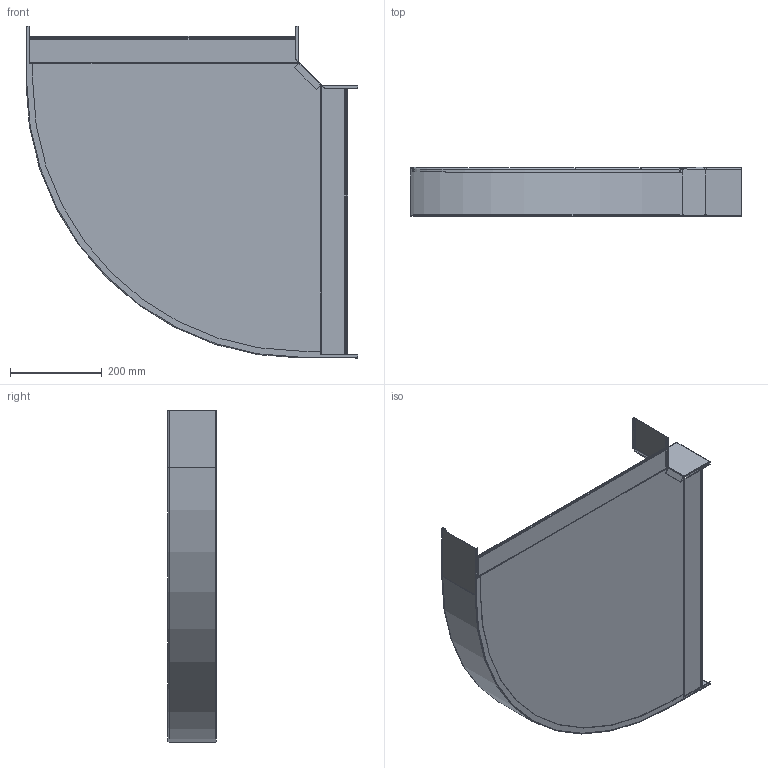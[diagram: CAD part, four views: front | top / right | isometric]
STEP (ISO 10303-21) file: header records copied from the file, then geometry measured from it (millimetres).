
FILE_DESCRIPTION (( 'STEP AP214' ), '1' );
FILE_NAME ('6036842.STEP', '2024-10-21T11:29:52', ( '' ), ( '' ), 'SwSTEP 2.0', 'SolidWorks 2024', '' );
FILE_SCHEMA (( 'AUTOMOTIVE_DESIGN' ));
Length unit declared in the file: millimetre
Products named in the file (4): 167734_600; 6036842; 181511_600; 167655_110x90°
Assembly tree (3 placements, depth 2):
  6036842
    167734_600
    181511_600
    167655_110x90°
Bounding box: 725 x 107 x 725 mm (x, y, z)
Volume: 635234.7 mm3; surface area: 1184902.9 mm2
Topology: 3 solids, 3 shells, 188 faces, 422 edges, 240 vertices
Faces by surface type: plane 114, cylinder 58, bspline 12, torus 4
Entity records: 5513 total; most frequent: CARTESIAN_POINT 1332, ORIENTED_EDGE 844, DIRECTION 832, EDGE_CURVE 422, VECTOR 280, LINE 280, AXIS2_PLACEMENT_3D 276, VERTEX_POINT 240
